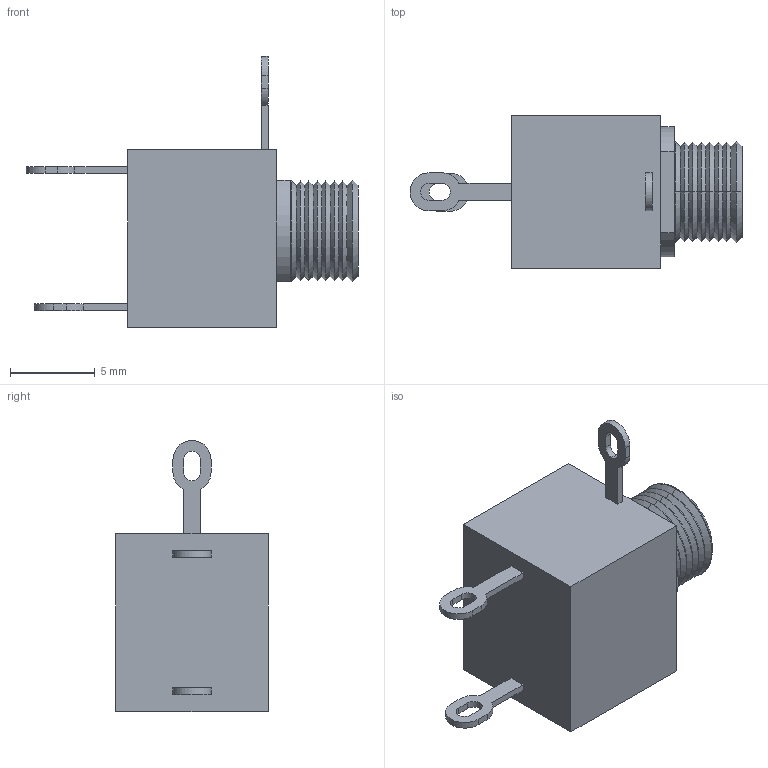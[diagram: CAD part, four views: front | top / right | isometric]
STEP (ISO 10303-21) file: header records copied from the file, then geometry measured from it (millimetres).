
FILE_DESCRIPTION (( 'STEP AP214' ), '1' );
FILE_NAME ('CUI_DEVICES_MJ-3507.step', '2019-10-20T22:26:50', ( '' ), ( '' ), 'SwSTEP 2.0', 'SolidWorks 2019', '' );
FILE_SCHEMA (( 'AUTOMOTIVE_DESIGN' ));
Length unit declared in the file: inch
Products named in the file (1): CUI_DEVICES_MJ-3507
Bounding box: 19.6 x 9 x 16 mm (x, y, z)
Volume: 924.8 mm3; surface area: 760.9 mm2
Topology: 1 solids, 1 shells, 91 faces, 216 edges, 132 vertices
Faces by surface type: plane 36, cone 30, cylinder 25
Entity records: 2938 total; most frequent: DIRECTION 478, CARTESIAN_POINT 440, ORIENTED_EDGE 432, EDGE_CURVE 216, AXIS2_PLACEMENT_3D 170, LINE 138, VECTOR 138, VERTEX_POINT 132
